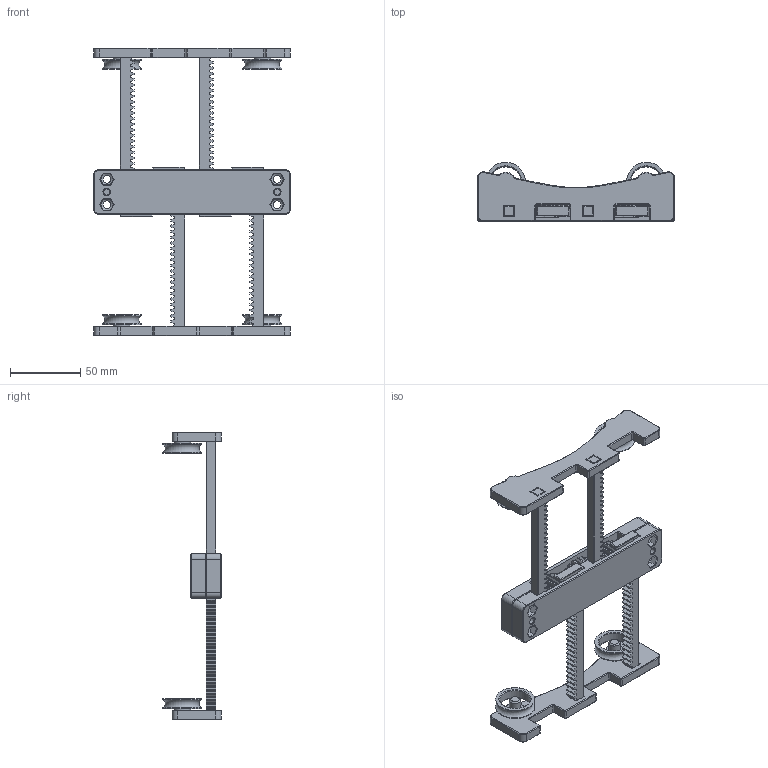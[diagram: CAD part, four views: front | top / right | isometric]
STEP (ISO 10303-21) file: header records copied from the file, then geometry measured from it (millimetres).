
FILE_DESCRIPTION(/* description */ (''),/* implementation_level */ '2;1');
FILE_NAME(/* name */ 'Assembly.step',/* time_stamp */ '2020-01-16T09:35:45+01:00',/* author */ (''),/* organization */ (''),/* preprocessor_version */ 'ST-DEVELOPER v18',/* originating_system */ 'Autodesk Translation Framework v8.12.0.6',/* authorisation */ '');
FILE_SCHEMA (('AUTOMOTIVE_DESIGN { 1 0 10303 214 3 1 1 }'));
Products named in the file (19): Assembly; Gear v6; Gear; 6153K51; Double gear v5; Double gear v5 (1); 608 Bearing; Rack v13; Rack v13 (1); Rack v13 (2); Rack v13 (3); Rack Gear; Bottom Plate; Top Plate; Roller v3; Roller v3 (1); Sidewall; Roller v3 (2); Roller v3 (3)
Assembly tree (25 placements, depth 3):
  Assembly
    Gear v6
      Gear
      6153K51
    Double gear v5
      608 Bearing  x2
    Double gear v5 (1)
      608 Bearing  x2
    Rack v13
      Rack Gear
    Rack v13 (1)
      Rack Gear
    Rack v13 (2)
      Rack Gear
    Rack v13 (3)
      Rack Gear
    Bottom Plate
    Top Plate
    Sidewall  x2
    Roller v3
    Roller v3 (1)
    Roller v3 (2)
    Roller v3 (3)
Bounding box: 140 x 42 x 204.73 mm (x, y, z)
Volume: 152382.2 mm3; surface area: 95754.2 mm2
Topology: 95 solids, 95 shells, 2302 faces, 6330 edges, 4114 vertices
Faces by surface type: plane 1032, cylinder 627, cone 305, bspline 264, sphere 60, torus 14
Full cylindrical faces by diameter (mm): 4.5 x2, 5.5 x8, 8 x12, 9 x4, 12 x9, 13.681 x20, 16.319 x20, 22 x12, 28 x8
Entity records: 54414 total; most frequent: CARTESIAN_POINT 16532, ORIENTED_EDGE 8146, DIRECTION 7530, EDGE_CURVE 4073, AXIS2_PLACEMENT_3D 2749, VERTEX_POINT 2685, LINE 2032, VECTOR 2032
